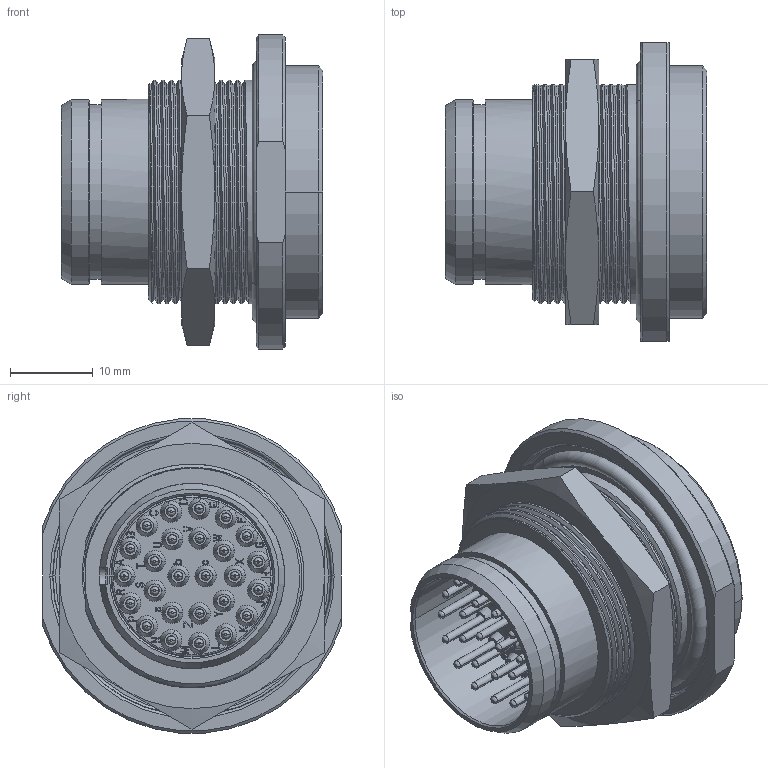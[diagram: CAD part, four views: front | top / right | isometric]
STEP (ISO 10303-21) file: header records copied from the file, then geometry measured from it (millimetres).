
FILE_DESCRIPTION((''),'2;1');
FILE_NAME('1332EVR426MZ','2024-07-26T14:05:06',('paultorloting'),('NET AG system integration'),'CREO PARAMETRIC BY PTC INC, 2021404','CREO PARAMETRIC BY PTC INC, 2021404','');
FILE_SCHEMA(('AUTOMOTIVE_DESIGN { 1 0 10303 214 1 1 1 1 }'));
Products named in the file (1): 1332EVR426MZ
Bounding box: 31.5 x 36 x 37.87 mm (x, y, z)
Volume: 10052.2 mm3; surface area: 11381.7 mm2
Topology: 1 solids, 2 shells, 1700 faces, 4209 edges, 2698 vertices
Faces by surface type: plane 892, cylinder 451, cone 136, torus 131, bspline 90
Entity records: 69988 total; most frequent: CARTESIAN_POINT 18555, DIRECTION 8462, ORIENTED_EDGE 8418, EDGE_CURVE 4209, AXIS2_PLACEMENT_3D 2964, VERTEX_POINT 2698, VECTOR 2531, LINE 2531
